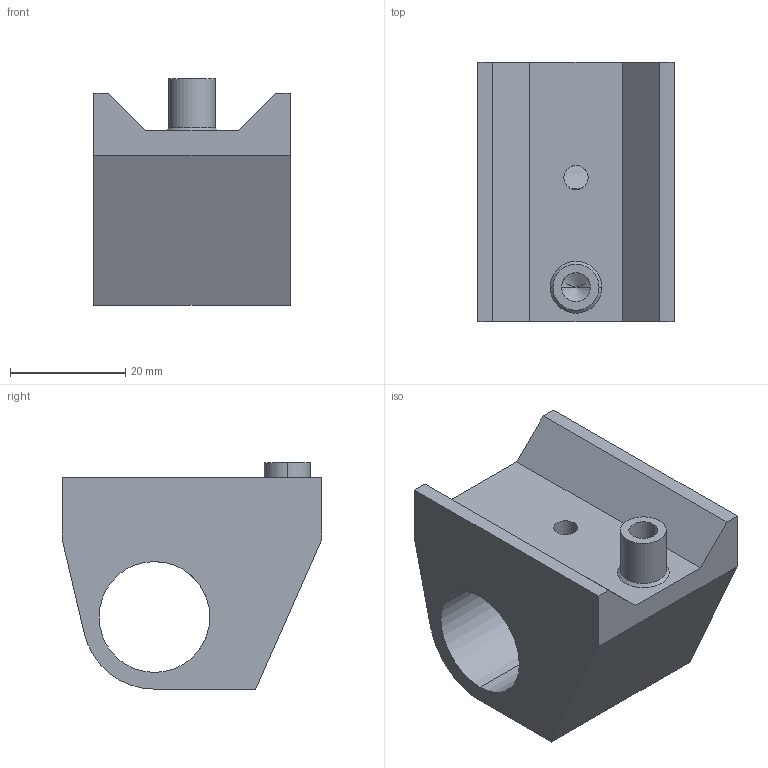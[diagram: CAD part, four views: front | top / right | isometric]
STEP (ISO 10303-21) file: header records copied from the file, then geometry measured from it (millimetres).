
FILE_DESCRIPTION (( 'STEP AP203' ), '1' );
FILE_NAME ('Barrel Clamp 6P.STEP', '2023-08-18T03:06:15', ( '' ), ( '' ), 'SwSTEP 2.0', 'SolidWorks 2019', '' );
FILE_SCHEMA (( 'CONFIG_CONTROL_DESIGN' ));
Length unit declared in the file: millimetre
Products named in the file (1): Barrel Clamp 6P
Bounding box: 34 x 45 x 39.2 mm (x, y, z)
Volume: 29070.5 mm3; surface area: 10625.4 mm2
Topology: 1 solids, 1 shells, 140 faces, 369 edges, 245 vertices
Faces by surface type: plane 65, bspline 57, cylinder 13, cone 5
Entity records: 7593 total; most frequent: CARTESIAN_POINT 4422, ORIENTED_EDGE 734, DIRECTION 440, EDGE_CURVE 367, VERTEX_POINT 245, LINE 218, VECTOR 218, EDGE_LOOP 164
